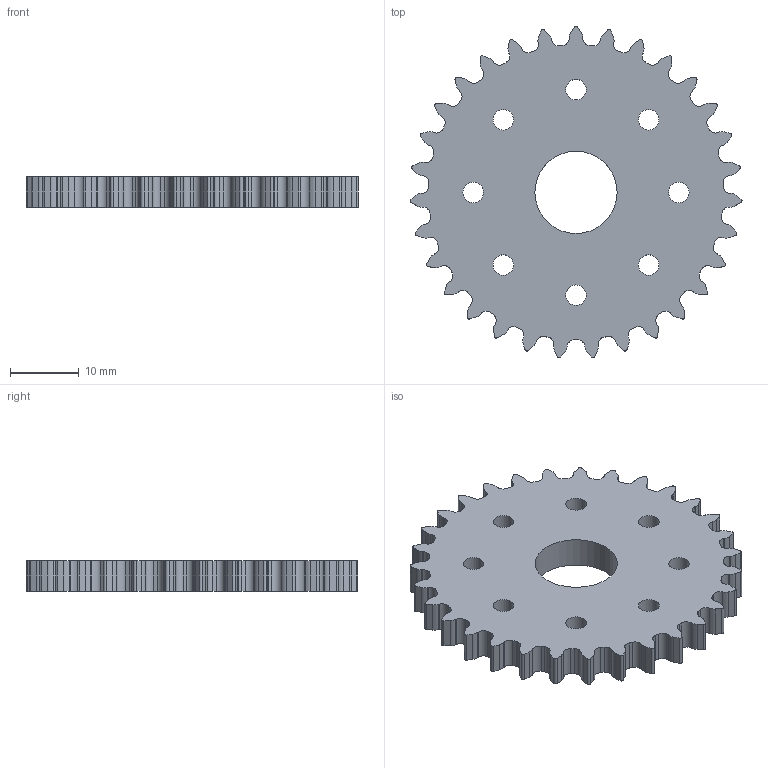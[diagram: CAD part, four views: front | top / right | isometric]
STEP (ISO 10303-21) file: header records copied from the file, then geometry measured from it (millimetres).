
FILE_DESCRIPTION(/* description */ (''),/* implementation_level */ '2;1');
FILE_NAME(/* name */ 'Gear Outer.step',/* time_stamp */ '2023-01-15T23:07:54-03:00',/* author */ (''),/* organization */ (''),/* preprocessor_version */ 'ST-DEVELOPER v19.2',/* originating_system */ 'Autodesk Translation Framework v11.17.0.187',/* authorisation */ '');
FILE_SCHEMA (('AUTOMOTIVE_DESIGN { 1 0 10303 214 3 1 1 }'));
Length unit declared in the file: millimetre
Products named in the file (2): Gear2; Pinhao v1
Assembly tree (1 placements, depth 2):
  Gear2
    Pinhao v1
Bounding box: 48.46 x 48.39 x 4.5 mm (x, y, z)
Volume: 6447.2 mm3; surface area: 4472.6 mm2
Topology: 1 solids, 1 shells, 321 faces, 957 edges, 638 vertices
Faces by surface type: cylinder 195, plane 126
Full cylindrical faces by diameter (mm): 3 x8, 12 x1
Entity records: 11037 total; most frequent: DIRECTION 1995, CARTESIAN_POINT 1919, ORIENTED_EDGE 1914, EDGE_CURVE 957, AXIS2_PLACEMENT_3D 714, VERTEX_POINT 638, LINE 567, VECTOR 567
